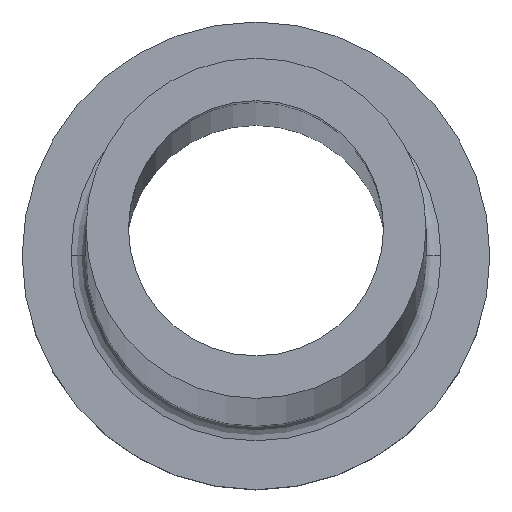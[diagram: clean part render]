
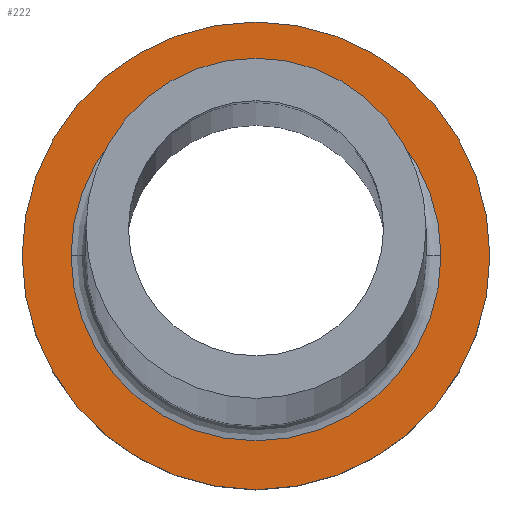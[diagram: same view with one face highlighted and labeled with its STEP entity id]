
A CAD part, top view. The second image highlights one B-rep face of the part: STEP entity #222.
In plain terms, the highlighted planar face has unit normal (0, 0, 1).
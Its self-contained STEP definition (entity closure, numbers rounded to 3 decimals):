
#7 = ORIENTED_EDGE ( 'NONE', *, *, #344, .T. ) ;
#9 = FACE_OUTER_BOUND ( 'NONE', #188, .T. ) ;
#32 = CARTESIAN_POINT ( 'NONE',  ( 0., 0., 7. ) ) ;
#41 = DIRECTION ( 'NONE',  ( 0., 0., 1. ) ) ;
#42 = DIRECTION ( 'NONE',  ( 0., 0., -1. ) ) ;
#55 = ORIENTED_EDGE ( 'NONE', *, *, #330, .T. ) ;
#70 = EDGE_CURVE ( 'NONE', #278, #73, #296, .T. ) ;
#73 = VERTEX_POINT ( 'NONE', #428 ) ;
#89 = CIRCLE ( 'NONE', #172, 11. ) ;
#93 = EDGE_CURVE ( 'NONE', #157, #161, #89, .T. ) ;
#94 = AXIS2_PLACEMENT_3D ( 'NONE', #164, #181, #446 ) ;
#138 = CARTESIAN_POINT ( 'NONE',  ( 8.7, 0., 7. ) ) ;
#155 = CARTESIAN_POINT ( 'NONE',  ( 0., 0., 7. ) ) ;
#157 = VERTEX_POINT ( 'NONE', #240 ) ;
#161 = VERTEX_POINT ( 'NONE', #303 ) ;
#164 = CARTESIAN_POINT ( 'NONE',  ( 0., 0., 7. ) ) ;
#172 = AXIS2_PLACEMENT_3D ( 'NONE', #32, #41, #336 ) ;
#181 = DIRECTION ( 'NONE',  ( 0., 0., -1. ) ) ;
#187 = ORIENTED_EDGE ( 'NONE', *, *, #70, .T. ) ;
#188 = EDGE_LOOP ( 'NONE', ( #7, #385 ) ) ;
#193 = CIRCLE ( 'NONE', #306, 8.7 ) ;
#200 = EDGE_LOOP ( 'NONE', ( #187, #55 ) ) ;
#222 = ADVANCED_FACE ( 'NONE', ( #398, #9 ), #298, .T. ) ;
#240 = CARTESIAN_POINT ( 'NONE',  ( 11., 0., 7. ) ) ;
#274 = CIRCLE ( 'NONE', #443, 11. ) ;
#278 = VERTEX_POINT ( 'NONE', #138 ) ;
#280 = AXIS2_PLACEMENT_3D ( 'NONE', #301, #393, #394 ) ;
#296 = CIRCLE ( 'NONE', #94, 8.7 ) ;
#297 = DIRECTION ( 'NONE',  ( 1., 0., 0. ) ) ;
#298 = PLANE ( 'NONE',  #280 ) ;
#301 = CARTESIAN_POINT ( 'NONE',  ( 0., 0., 7. ) ) ;
#303 = CARTESIAN_POINT ( 'NONE',  ( -11., 0., 7. ) ) ;
#306 = AXIS2_PLACEMENT_3D ( 'NONE', #155, #42, #397 ) ;
#330 = EDGE_CURVE ( 'NONE', #73, #278, #193, .T. ) ;
#336 = DIRECTION ( 'NONE',  ( 1., 0., 0. ) ) ;
#344 = EDGE_CURVE ( 'NONE', #161, #157, #274, .T. ) ;
#362 = CARTESIAN_POINT ( 'NONE',  ( 0., 0., 7. ) ) ;
#385 = ORIENTED_EDGE ( 'NONE', *, *, #93, .T. ) ;
#393 = DIRECTION ( 'NONE',  ( 0., 0., 1. ) ) ;
#394 = DIRECTION ( 'NONE',  ( 1., 0., 0. ) ) ;
#397 = DIRECTION ( 'NONE',  ( 1., 0., 0. ) ) ;
#398 = FACE_BOUND ( 'NONE', #200, .T. ) ;
#423 = DIRECTION ( 'NONE',  ( 0., 0., 1. ) ) ;
#428 = CARTESIAN_POINT ( 'NONE',  ( -8.7, 0., 7. ) ) ;
#443 = AXIS2_PLACEMENT_3D ( 'NONE', #362, #423, #297 ) ;
#446 = DIRECTION ( 'NONE',  ( 1., 0., 0. ) ) ;
